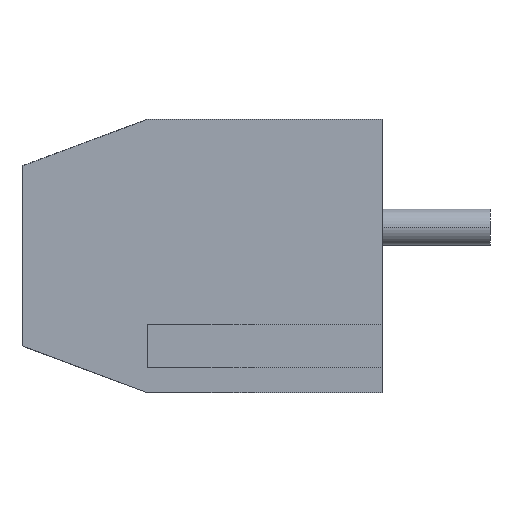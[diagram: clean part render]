
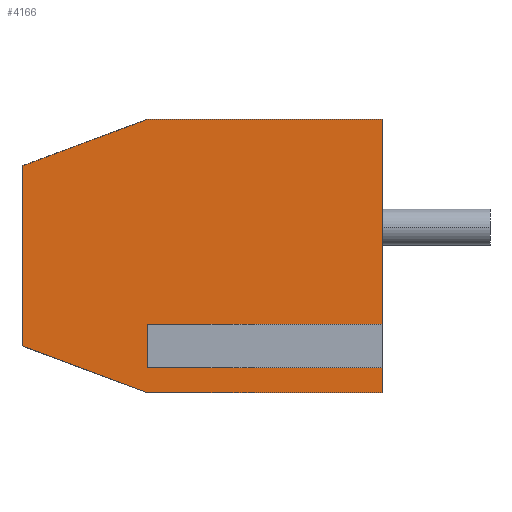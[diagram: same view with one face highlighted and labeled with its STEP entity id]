
A CAD part, left-side view. The second image highlights one B-rep face of the part: STEP entity #4166.
In plain terms, the highlighted planar face has unit normal (-1, 0, 0).
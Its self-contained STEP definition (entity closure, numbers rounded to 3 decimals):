
#9 = CARTESIAN_POINT ( 'NONE',  ( -5., 6.5, -2.118 ) ) ;
#17 = CARTESIAN_POINT ( 'NONE',  ( -5., 10., -2.5 ) ) ;
#182 = CARTESIAN_POINT ( 'NONE',  ( -5., 6.5, -2.118 ) ) ;
#199 = EDGE_LOOP ( 'NONE', ( #8062, #5979, #5953, #4546, #2521, #1432, #5478, #478, #5576, #3837 ) ) ;
#246 = EDGE_CURVE ( 'NONE', #5560, #2936, #3695, .T. ) ;
#316 = VERTEX_POINT ( 'NONE', #887 ) ;
#419 = EDGE_CURVE ( 'NONE', #3950, #316, #1051, .T. ) ;
#478 = ORIENTED_EDGE ( 'NONE', *, *, #246, .F. ) ;
#485 = CARTESIAN_POINT ( 'NONE',  ( -5., 0., -3.8 ) ) ;
#487 = DIRECTION ( 'NONE',  ( 0., 0., 1. ) ) ;
#511 = VECTOR ( 'NONE', #1074, 1000. ) ;
#649 = VERTEX_POINT ( 'NONE', #182 ) ;
#723 = VECTOR ( 'NONE', #3275, 1000. ) ;
#839 = AXIS2_PLACEMENT_3D ( 'NONE', #2661, #7092, #2087 ) ;
#887 = CARTESIAN_POINT ( 'NONE',  ( -5., 0., -2.882 ) ) ;
#972 = DIRECTION ( 'NONE',  ( 0., 0.937, 0.348 ) ) ;
#1051 = LINE ( 'NONE', #485, #2507 ) ;
#1074 = DIRECTION ( 'NONE',  ( 0., -1., 0. ) ) ;
#1258 = LINE ( 'NONE', #7545, #6902 ) ;
#1366 = LINE ( 'NONE', #7690, #723 ) ;
#1432 = ORIENTED_EDGE ( 'NONE', *, *, #2231, .F. ) ;
#1565 = CARTESIAN_POINT ( 'NONE',  ( -5., 6.5, 3.8 ) ) ;
#1628 = CARTESIAN_POINT ( 'NONE',  ( -5., 10., -2.5 ) ) ;
#1751 = VERTEX_POINT ( 'NONE', #5402 ) ;
#1765 = VERTEX_POINT ( 'NONE', #1565 ) ;
#1897 = LINE ( 'NONE', #4470, #5738 ) ;
#1927 = CARTESIAN_POINT ( 'NONE',  ( -5., 0., -2.118 ) ) ;
#2087 = DIRECTION ( 'NONE',  ( 0., 0., -1. ) ) ;
#2231 = EDGE_CURVE ( 'NONE', #4023, #1765, #3353, .T. ) ;
#2507 = VECTOR ( 'NONE', #7391, 1000. ) ;
#2521 = ORIENTED_EDGE ( 'NONE', *, *, #3703, .F. ) ;
#2661 = CARTESIAN_POINT ( 'NONE',  ( -5., 10., -3.8 ) ) ;
#2667 = DIRECTION ( 'NONE',  ( 0., -1., 0. ) ) ;
#2936 = VERTEX_POINT ( 'NONE', #17 ) ;
#3038 = LINE ( 'NONE', #5552, #7301 ) ;
#3244 = EDGE_CURVE ( 'NONE', #649, #3902, #4243, .T. ) ;
#3275 = DIRECTION ( 'NONE',  ( 0., 0., -1. ) ) ;
#3315 = EDGE_CURVE ( 'NONE', #1751, #316, #3328, .T. ) ;
#3328 = LINE ( 'NONE', #6989, #6577 ) ;
#3353 = LINE ( 'NONE', #5748, #8107 ) ;
#3695 = LINE ( 'NONE', #1628, #6969 ) ;
#3703 = EDGE_CURVE ( 'NONE', #1765, #5266, #4306, .T. ) ;
#3794 = CARTESIAN_POINT ( 'NONE',  ( -5., 0., -3.8 ) ) ;
#3837 = ORIENTED_EDGE ( 'NONE', *, *, #419, .T. ) ;
#3902 = VERTEX_POINT ( 'NONE', #1927 ) ;
#3909 = EDGE_CURVE ( 'NONE', #5560, #3950, #1258, .T. ) ;
#3950 = VERTEX_POINT ( 'NONE', #3794 ) ;
#4023 = VERTEX_POINT ( 'NONE', #5519 ) ;
#4166 = ADVANCED_FACE ( 'NONE', ( #6290 ), #6760, .F. ) ;
#4243 = LINE ( 'NONE', #9, #511 ) ;
#4306 = LINE ( 'NONE', #7325, #6251 ) ;
#4372 = DIRECTION ( 'NONE',  ( 0., -1., 0. ) ) ;
#4470 = CARTESIAN_POINT ( 'NONE',  ( -5., 10., -3.8 ) ) ;
#4522 = EDGE_CURVE ( 'NONE', #649, #1751, #1366, .T. ) ;
#4546 = ORIENTED_EDGE ( 'NONE', *, *, #6766, .T. ) ;
#5256 = CARTESIAN_POINT ( 'NONE',  ( -5., 6.5, -3.8 ) ) ;
#5266 = VERTEX_POINT ( 'NONE', #7226 ) ;
#5402 = CARTESIAN_POINT ( 'NONE',  ( -5., 6.5, -2.882 ) ) ;
#5478 = ORIENTED_EDGE ( 'NONE', *, *, #6620, .F. ) ;
#5519 = CARTESIAN_POINT ( 'NONE',  ( -5., 10., 2.5 ) ) ;
#5552 = CARTESIAN_POINT ( 'NONE',  ( -5., 0., -3.8 ) ) ;
#5560 = VERTEX_POINT ( 'NONE', #5256 ) ;
#5576 = ORIENTED_EDGE ( 'NONE', *, *, #3909, .T. ) ;
#5738 = VECTOR ( 'NONE', #487, 1000. ) ;
#5748 = CARTESIAN_POINT ( 'NONE',  ( -5., 6.5, 3.8 ) ) ;
#5953 = ORIENTED_EDGE ( 'NONE', *, *, #3244, .T. ) ;
#5979 = ORIENTED_EDGE ( 'NONE', *, *, #4522, .F. ) ;
#6251 = VECTOR ( 'NONE', #6715, 1000. ) ;
#6290 = FACE_OUTER_BOUND ( 'NONE', #199, .T. ) ;
#6577 = VECTOR ( 'NONE', #2667, 1000. ) ;
#6620 = EDGE_CURVE ( 'NONE', #2936, #4023, #1897, .T. ) ;
#6715 = DIRECTION ( 'NONE',  ( 0., -1., 0. ) ) ;
#6760 = PLANE ( 'NONE',  #839 ) ;
#6766 = EDGE_CURVE ( 'NONE', #3902, #5266, #3038, .T. ) ;
#6902 = VECTOR ( 'NONE', #4372, 1000. ) ;
#6969 = VECTOR ( 'NONE', #972, 1000. ) ;
#6976 = DIRECTION ( 'NONE',  ( 0., -0.937, 0.348 ) ) ;
#6989 = CARTESIAN_POINT ( 'NONE',  ( -5., 6.5, -2.882 ) ) ;
#7092 = DIRECTION ( 'NONE',  ( 1., 0., 0. ) ) ;
#7226 = CARTESIAN_POINT ( 'NONE',  ( -5., 0., 3.8 ) ) ;
#7301 = VECTOR ( 'NONE', #8011, 1000. ) ;
#7325 = CARTESIAN_POINT ( 'NONE',  ( -5., 10., 3.8 ) ) ;
#7391 = DIRECTION ( 'NONE',  ( 0., 0., 1. ) ) ;
#7545 = CARTESIAN_POINT ( 'NONE',  ( -5., 10., -3.8 ) ) ;
#7690 = CARTESIAN_POINT ( 'NONE',  ( -5., 6.5, -2.882 ) ) ;
#8011 = DIRECTION ( 'NONE',  ( 0., 0., 1. ) ) ;
#8062 = ORIENTED_EDGE ( 'NONE', *, *, #3315, .F. ) ;
#8107 = VECTOR ( 'NONE', #6976, 1000. ) ;
